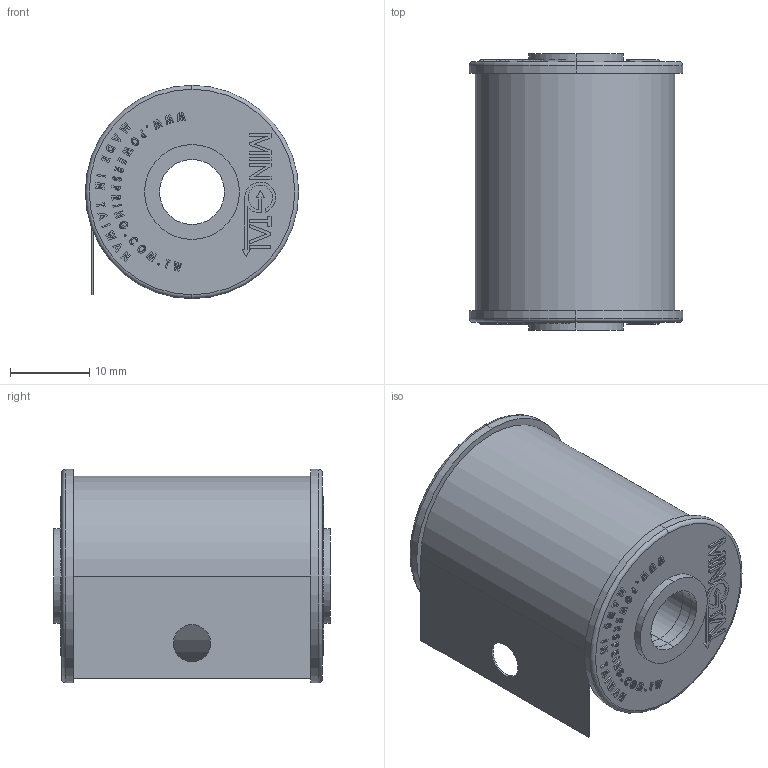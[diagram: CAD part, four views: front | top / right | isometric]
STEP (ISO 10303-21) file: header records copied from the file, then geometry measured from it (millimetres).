
FILE_DESCRIPTION (( 'STEP AP203' ), '1' );
FILE_NAME ('CP04000605.STEP', '2020-11-25T05:59:47', ( '' ), ( '' ), 'SwSTEP 2.0', 'SolidWorks 2020', '' );
FILE_SCHEMA (( 'CONFIG_CONTROL_DESIGN' ));
Length unit declared in the file: millimetre
Products named in the file (3): CP04000605; 20mm(OD27)_10mm(OD17); CP04000605_Spring
Assembly tree (3 placements, depth 2):
  CP04000605
    CP04000605_Spring
    20mm(OD27)_10mm(OD17)  x2
Bounding box: 27 x 35 x 27 mm (x, y, z)
Volume: 9341.7 mm3; surface area: 49351.8 mm2
Topology: 75 solids, 75 shells, 1180 faces, 3032 edges, 2016 vertices
Faces by surface type: plane 842, bspline 174, cylinder 148, torus 12, cone 4
Entity records: 23686 total; most frequent: CARTESIAN_POINT 8438, ORIENTED_EDGE 3230, DIRECTION 2751, EDGE_CURVE 1615, LINE 1217, VECTOR 1217, VERTEX_POINT 1074, AXIS2_PLACEMENT_3D 767
